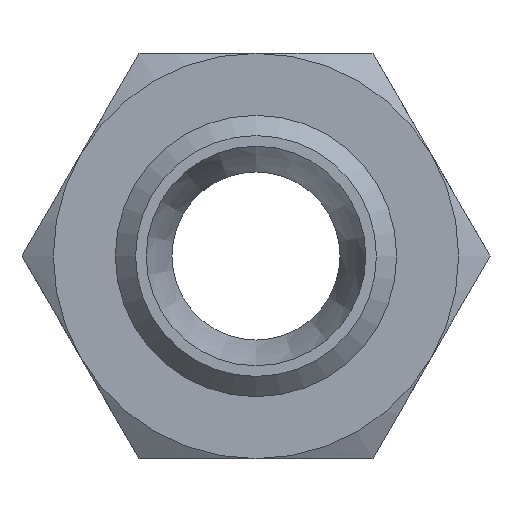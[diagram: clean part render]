
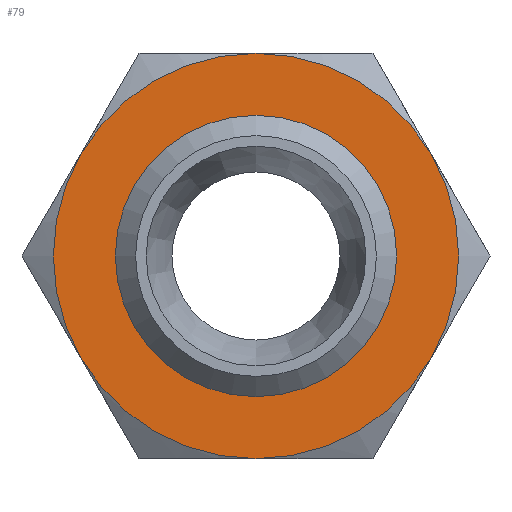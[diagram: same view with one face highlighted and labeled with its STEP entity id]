
A CAD part, left-side view. The second image highlights one B-rep face of the part: STEP entity #79.
In plain terms, the highlighted planar face has unit normal (-1, 0, 0).
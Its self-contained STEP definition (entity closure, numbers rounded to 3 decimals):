
#79 = ADVANCED_FACE( '', ( #170, #171 ), #172, .F. );
#170 = FACE_OUTER_BOUND( '', #275, .T. );
#171 = FACE_BOUND( '', #276, .T. );
#172 = PLANE( '', #277 );
#275 = EDGE_LOOP( '', ( #426, #427, #428, #429, #430, #431 ) );
#276 = EDGE_LOOP( '', ( #432 ) );
#277 = AXIS2_PLACEMENT_3D( '', #433, #434, #435 );
#426 = ORIENTED_EDGE( '', *, *, #574, .F. );
#427 = ORIENTED_EDGE( '', *, *, #601, .F. );
#428 = ORIENTED_EDGE( '', *, *, #590, .F. );
#429 = ORIENTED_EDGE( '', *, *, #598, .F. );
#430 = ORIENTED_EDGE( '', *, *, #602, .F. );
#431 = ORIENTED_EDGE( '', *, *, #603, .F. );
#432 = ORIENTED_EDGE( '', *, *, #604, .T. );
#433 = CARTESIAN_POINT( '', ( 10., 0., 0. ) );
#434 = DIRECTION( '', ( 1., 0., 0. ) );
#435 = DIRECTION( '', ( 0., 0., -1. ) );
#574 = EDGE_CURVE( '', #668, #670, #671, .T. );
#590 = EDGE_CURVE( '', #683, #694, #695, .T. );
#598 = EDGE_CURVE( '', #706, #683, #707, .T. );
#601 = EDGE_CURVE( '', #694, #668, #710, .T. );
#602 = EDGE_CURVE( '', #652, #706, #711, .T. );
#603 = EDGE_CURVE( '', #670, #652, #712, .T. );
#604 = EDGE_CURVE( '', #713, #713, #714, .T. );
#652 = VERTEX_POINT( '', #800 );
#668 = VERTEX_POINT( '', #840 );
#670 = VERTEX_POINT( '', #847 );
#671 = CIRCLE( '', #848, 12. );
#683 = VERTEX_POINT( '', #881 );
#694 = VERTEX_POINT( '', #914 );
#695 = CIRCLE( '', #915, 12. );
#706 = VERTEX_POINT( '', #931 );
#707 = CIRCLE( '', #932, 12. );
#710 = CIRCLE( '', #940, 12. );
#711 = CIRCLE( '', #941, 12. );
#712 = CIRCLE( '', #942, 12. );
#713 = VERTEX_POINT( '', #943 );
#714 = CIRCLE( '', #944, 8.331 );
#800 = CARTESIAN_POINT( '', ( 10., 0., 12. ) );
#840 = CARTESIAN_POINT( '', ( 10., 10.392, -6. ) );
#847 = CARTESIAN_POINT( '', ( 10., 10.392, 6. ) );
#848 = AXIS2_PLACEMENT_3D( '', #1029, #1030, #1031 );
#881 = CARTESIAN_POINT( '', ( 10., -10.392, -6. ) );
#914 = CARTESIAN_POINT( '', ( 10., 0., -12. ) );
#915 = AXIS2_PLACEMENT_3D( '', #1040, #1041, #1042 );
#931 = CARTESIAN_POINT( '', ( 10., -10.392, 6. ) );
#932 = AXIS2_PLACEMENT_3D( '', #1052, #1053, #1054 );
#940 = AXIS2_PLACEMENT_3D( '', #1055, #1056, #1057 );
#941 = AXIS2_PLACEMENT_3D( '', #1058, #1059, #1060 );
#942 = AXIS2_PLACEMENT_3D( '', #1061, #1062, #1063 );
#943 = CARTESIAN_POINT( '', ( 10., 0., -8.331 ) );
#944 = AXIS2_PLACEMENT_3D( '', #1064, #1065, #1066 );
#1029 = CARTESIAN_POINT( '', ( 10., 0., 0. ) );
#1030 = DIRECTION( '', ( 1., 0., 0. ) );
#1031 = DIRECTION( '', ( 0., 0., -1. ) );
#1040 = CARTESIAN_POINT( '', ( 10., 0., 0. ) );
#1041 = DIRECTION( '', ( 1., 0., 0. ) );
#1042 = DIRECTION( '', ( 0., 0., -1. ) );
#1052 = CARTESIAN_POINT( '', ( 10., 0., 0. ) );
#1053 = DIRECTION( '', ( 1., 0., 0. ) );
#1054 = DIRECTION( '', ( 0., 0., -1. ) );
#1055 = CARTESIAN_POINT( '', ( 10., 0., 0. ) );
#1056 = DIRECTION( '', ( 1., 0., 0. ) );
#1057 = DIRECTION( '', ( 0., 0., -1. ) );
#1058 = CARTESIAN_POINT( '', ( 10., 0., 0. ) );
#1059 = DIRECTION( '', ( 1., 0., 0. ) );
#1060 = DIRECTION( '', ( 0., 0., -1. ) );
#1061 = CARTESIAN_POINT( '', ( 10., 0., 0. ) );
#1062 = DIRECTION( '', ( 1., 0., 0. ) );
#1063 = DIRECTION( '', ( 0., 0., -1. ) );
#1064 = CARTESIAN_POINT( '', ( 10., 0., 0. ) );
#1065 = DIRECTION( '', ( 1., 0., 0. ) );
#1066 = DIRECTION( '', ( 0., 0., -1. ) );
